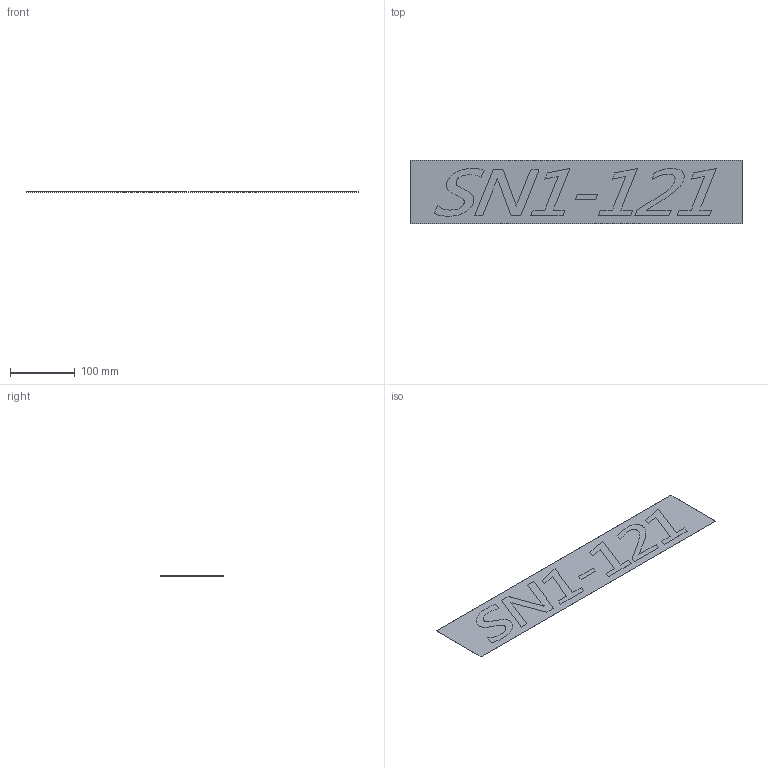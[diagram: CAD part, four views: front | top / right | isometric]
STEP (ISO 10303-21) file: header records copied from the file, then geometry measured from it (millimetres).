
FILE_DESCRIPTION (( 'STEP AP203' ), '1' );
FILE_NAME ('412N41S01-型式貼紙.STEP', '2023-10-02T08:48:15', ( '' ), ( '' ), 'SwSTEP 2.0', 'SolidWorks 2018', '' );
FILE_SCHEMA (( 'CONFIG_CONTROL_DESIGN' ));
Length unit declared in the file: millimetre
Products named in the file (1): 412N41S01-型式貼紙
Bounding box: 514 x 98.1 x 0.1 mm (x, y, z)
Volume: 4827.1 mm3; surface area: 101012.3 mm2
Topology: 1 solids, 1 shells, 91 faces, 246 edges, 164 vertices
Faces by surface type: plane 69, bspline 22
Entity records: 3977 total; most frequent: CARTESIAN_POINT 1756, ORIENTED_EDGE 492, DIRECTION 342, EDGE_CURVE 246, VECTOR 202, LINE 202, VERTEX_POINT 164, EDGE_LOOP 98
